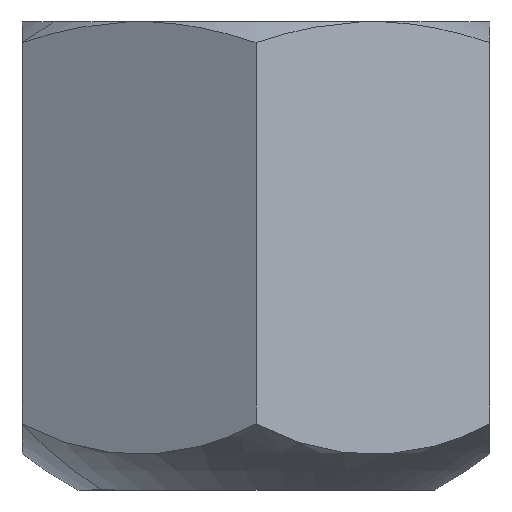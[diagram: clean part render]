
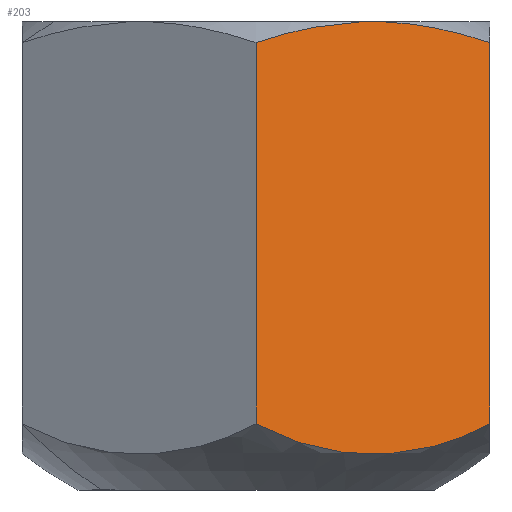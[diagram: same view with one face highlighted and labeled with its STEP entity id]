
A CAD part, front view. The second image highlights one B-rep face of the part: STEP entity #203.
In plain terms, the highlighted planar face has unit normal (0.5, -0.866, 0).
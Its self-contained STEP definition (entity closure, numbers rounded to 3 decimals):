
#185=VERTEX_POINT('',#437);
#197=EDGE_CURVE('',#341,#243,#449,.T.);
#203=ADVANCED_FACE('',(#455),#456,.T.);
#209=VERTEX_POINT('',#464);
#213=EDGE_CURVE('',#185,#225,#469,.T.);
#221=EDGE_CURVE('',#243,#209,#477,.T.);
#225=VERTEX_POINT('',#481);
#237=EDGE_CURVE('',#269,#209,#494,.T.);
#243=VERTEX_POINT('',#500);
#245=EDGE_CURVE('',#269,#185,#502,.T.);
#269=VERTEX_POINT('',#528);
#321=EDGE_CURVE('',#225,#341,#585,.T.);
#341=VERTEX_POINT('',#608);
#437=CARTESIAN_POINT('',(10.479,-6.05,2.961));
#449=LINE('',#798,#799);
#455=FACE_OUTER_BOUND('',#817,.T.);
#456=PLANE('',#818);
#464=CARTESIAN_POINT('',(0.,-12.1,20.076));
#469=LINE('',#833,#834);
#477=(B_SPLINE_CURVE(2,(#846,#847,#848),.UNSPECIFIED.,.F.,.F.)B_SPLINE_CURVE_WITH_KNOTS((3,3),(0.0,6.917),.UNSPECIFIED.)RATIONAL_B_SPLINE_CURVE((1.0,1.073,1.086))BOUNDED_CURVE()REPRESENTATION_ITEM('')GEOMETRIC_REPRESENTATION_ITEM()CURVE());
#481=CARTESIAN_POINT('',(10.479,-6.05,20.076));
#494=LINE('',#874,#875);
#500=CARTESIAN_POINT('',(4.663,-9.408,21.0));
#502=B_SPLINE_CURVE_WITH_KNOTS('',3,(#887,#888,#889,#890,#891,#892,#893,#894,#895,#896,#897,#898,#899,#900,#901,#902,#903,#904,#905),.UNSPECIFIED.,.F.,.F.,(4,2,2,2,3,2,2,2,4),(-5.896,-4.55,-3.034,-1.517,0.0,1.517,3.034,4.55,5.896),.UNSPECIFIED.);
#528=CARTESIAN_POINT('',(0.0,-12.1,2.961));
#585=(B_SPLINE_CURVE(2,(#1066,#1067,#1068),.UNSPECIFIED.,.F.,.F.)B_SPLINE_CURVE_WITH_KNOTS((3,3),(9.905,16.822),.UNSPECIFIED.)RATIONAL_B_SPLINE_CURVE((1.086,1.073,1.0))BOUNDED_CURVE()REPRESENTATION_ITEM('')GEOMETRIC_REPRESENTATION_ITEM()CURVE());
#608=CARTESIAN_POINT('',(5.816,-8.742,21.0));
#798=CARTESIAN_POINT('',(0.0,-12.1,21.0));
#799=VECTOR('',#1253,1.0);
#817=EDGE_LOOP('',(#1256,#1257,#1258,#1259,#1260,#1261));
#818=AXIS2_PLACEMENT_3D('',#1262,#1263,#1264);
#833=CARTESIAN_POINT('',(10.479,-6.05,0.0));
#834=VECTOR('',#1283,1.0);
#846=CARTESIAN_POINT('',(4.663,-9.408,21.0));
#847=CARTESIAN_POINT('',(2.497,-10.658,20.908));
#848=CARTESIAN_POINT('',(0.,-12.1,20.076));
#874=CARTESIAN_POINT('',(0.0,-12.1,0.0));
#875=VECTOR('',#1301,1.0);
#887=CARTESIAN_POINT('',(0.0,-12.1,2.961));
#888=CARTESIAN_POINT('',(0.355,-11.895,2.769));
#889=CARTESIAN_POINT('',(0.732,-11.678,2.588));
#890=CARTESIAN_POINT('',(1.562,-11.198,2.246));
#891=CARTESIAN_POINT('',(2.019,-10.934,2.09));
#892=CARTESIAN_POINT('',(2.947,-10.399,1.84));
#893=CARTESIAN_POINT('',(3.417,-10.127,1.747));
#894=CARTESIAN_POINT('',(4.344,-9.592,1.626));
#895=CARTESIAN_POINT('',(4.802,-9.328,1.597));
#896=CARTESIAN_POINT('',(5.239,-9.075,1.597));
#897=CARTESIAN_POINT('',(5.677,-8.822,1.597));
#898=CARTESIAN_POINT('',(6.135,-8.558,1.626));
#899=CARTESIAN_POINT('',(7.062,-8.023,1.747));
#900=CARTESIAN_POINT('',(7.532,-7.751,1.84));
#901=CARTESIAN_POINT('',(8.46,-7.216,2.09));
#902=CARTESIAN_POINT('',(8.917,-6.952,2.246));
#903=CARTESIAN_POINT('',(9.747,-6.472,2.588));
#904=CARTESIAN_POINT('',(10.124,-6.255,2.769));
#905=CARTESIAN_POINT('',(10.479,-6.05,2.961));
#1066=CARTESIAN_POINT('',(10.479,-6.05,20.076));
#1067=CARTESIAN_POINT('',(7.982,-7.492,20.908));
#1068=CARTESIAN_POINT('',(5.816,-8.742,21.0));
#1253=DIRECTION('',(-0.866,-0.5,0.0));
#1256=ORIENTED_EDGE('',*,*,#245,.T.);
#1257=ORIENTED_EDGE('',*,*,#213,.T.);
#1258=ORIENTED_EDGE('',*,*,#321,.T.);
#1259=ORIENTED_EDGE('',*,*,#197,.T.);
#1260=ORIENTED_EDGE('',*,*,#221,.T.);
#1261=ORIENTED_EDGE('',*,*,#237,.F.);
#1262=CARTESIAN_POINT('',(10.479,-6.05,0.0));
#1263=DIRECTION('',(0.5,-0.866,0.0));
#1264=DIRECTION('',(0.0,0.0,-1.0));
#1283=DIRECTION('',(0.0,0.0,1.0));
#1301=DIRECTION('',(0.0,0.0,1.0));
